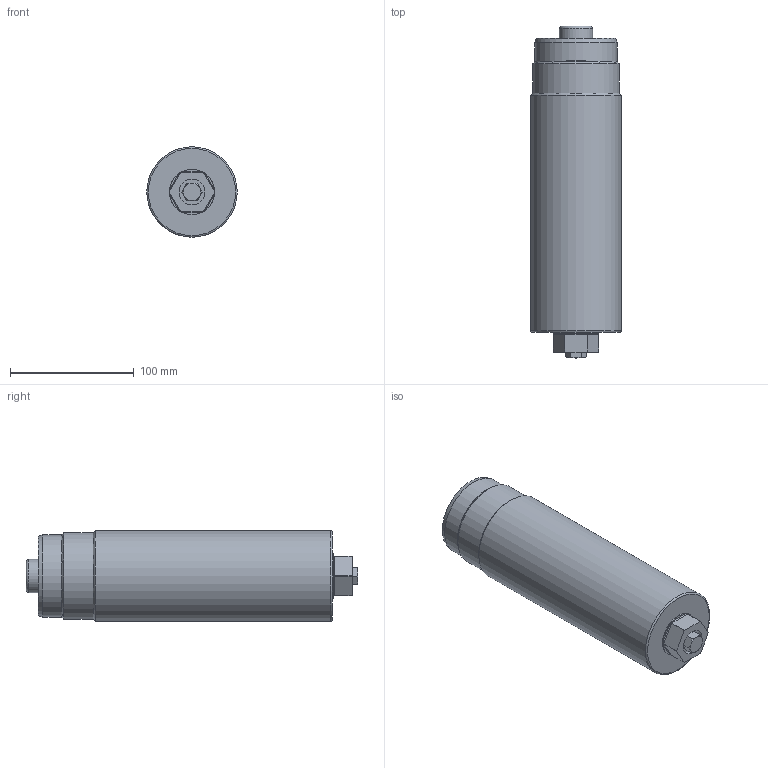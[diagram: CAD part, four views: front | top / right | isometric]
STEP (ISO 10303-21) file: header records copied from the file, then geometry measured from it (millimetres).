
FILE_DESCRIPTION (( 'STEP AP203' ), '1' );
FILE_NAME ('RMF60XX.STEP', '2018-07-25T15:44:13', ( '' ), ( '' ), 'SwSTEP 2.0', 'SolidWorks 2016', '' );
FILE_SCHEMA (( 'CONFIG_CONTROL_DESIGN' ));
Length unit declared in the file: inch
Products named in the file (1): RMF60XX
Bounding box: 73.15 x 268.61 x 73.15 mm (x, y, z)
Volume: 975373.1 mm3; surface area: 69010.8 mm2
Topology: 3 solids, 3 shells, 73 faces, 173 edges, 111 vertices
Faces by surface type: plane 29, cone 21, cylinder 18, torus 5
Full cylindrical faces by diameter (mm): 9.233 x1, 9.906 x1, 10.033 x2, 21.031 x1, 27.051 x1, 36.068 x1, 36.576 x1, 60.452 x1, 66.535 x1, 69.85 x1, 73.152 x1
Entity records: 2233 total; most frequent: CARTESIAN_POINT 642, DIRECTION 308, ORIENTED_EDGE 280, EDGE_CURVE 140, AXIS2_PLACEMENT_3D 130, VERTEX_POINT 104, EDGE_LOOP 104, FACE_OUTER_BOUND 88
